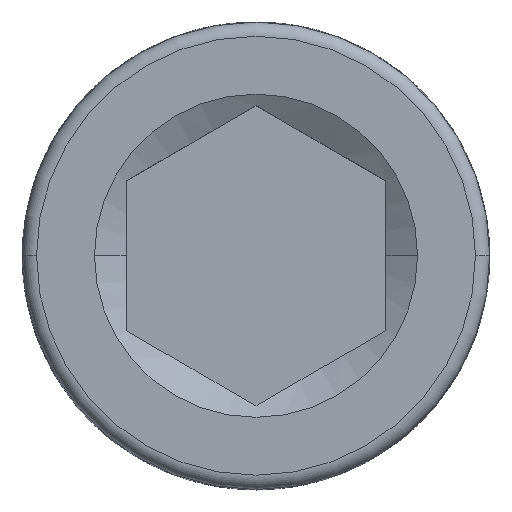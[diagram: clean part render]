
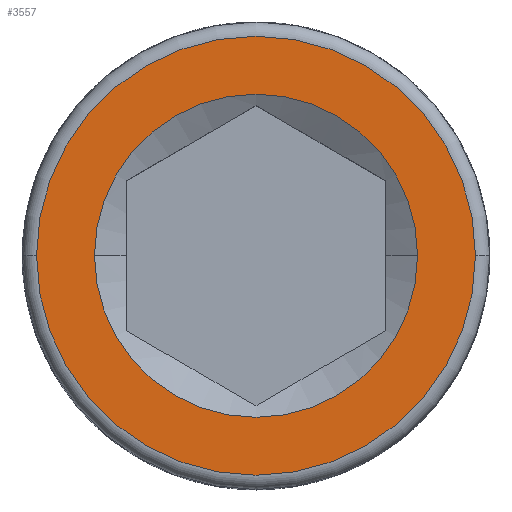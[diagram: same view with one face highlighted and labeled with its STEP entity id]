
A CAD part, top view. The second image highlights one B-rep face of the part: STEP entity #3557.
In plain terms, the highlighted planar face has unit normal (0, 0, 1).
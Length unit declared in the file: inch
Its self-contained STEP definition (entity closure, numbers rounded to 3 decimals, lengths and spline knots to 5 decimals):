
#484 = EDGE_LOOP ( 'NONE', ( #6055, #5185 ) ) ;
#566 = VERTEX_POINT ( 'NONE', #2262 ) ;
#625 = AXIS2_PLACEMENT_3D ( 'NONE', #7004, #10145, #7794 ) ;
#1396 = DIRECTION ( 'NONE',  ( 1., 0., 0. ) ) ;
#1993 = CIRCLE ( 'NONE', #4658, 0.06601 ) ;
#2135 = CARTESIAN_POINT ( 'NONE',  ( 0., 0., 0.13675 ) ) ;
#2262 = CARTESIAN_POINT ( 'NONE',  ( 0.06601, 0., 0.13675 ) ) ;
#2410 = CIRCLE ( 'NONE', #4698, 0.06601 ) ;
#2501 = PLANE ( 'NONE',  #6337 ) ;
#2565 = CARTESIAN_POINT ( 'NONE',  ( 0.04859, 0., 0.13675 ) ) ;
#3194 = DIRECTION ( 'NONE',  ( 1., 0., 0. ) ) ;
#3361 = DIRECTION ( 'NONE',  ( 0., 0., -1. ) ) ;
#3557 = ADVANCED_FACE ( 'NONE', ( #4793, #4552 ), #2501, .T. ) ;
#3677 = CIRCLE ( 'NONE', #625, 0.04859 ) ;
#3808 = EDGE_LOOP ( 'NONE', ( #9102, #5125 ) ) ;
#3923 = EDGE_CURVE ( 'NONE', #3975, #9117, #3677, .T. ) ;
#3975 = VERTEX_POINT ( 'NONE', #8656 ) ;
#4552 = FACE_OUTER_BOUND ( 'NONE', #484, .T. ) ;
#4634 = EDGE_CURVE ( 'NONE', #6725, #566, #2410, .T. ) ;
#4658 = AXIS2_PLACEMENT_3D ( 'NONE', #8060, #3361, #7338 ) ;
#4698 = AXIS2_PLACEMENT_3D ( 'NONE', #2135, #7555, #7588 ) ;
#4793 = FACE_BOUND ( 'NONE', #3808, .T. ) ;
#5125 = ORIENTED_EDGE ( 'NONE', *, *, #3923, .F. ) ;
#5185 = ORIENTED_EDGE ( 'NONE', *, *, #7012, .F. ) ;
#5327 = DIRECTION ( 'NONE',  ( 0., 0., 1. ) ) ;
#6055 = ORIENTED_EDGE ( 'NONE', *, *, #4634, .F. ) ;
#6236 = CARTESIAN_POINT ( 'NONE',  ( 0., 0., 0.13675 ) ) ;
#6337 = AXIS2_PLACEMENT_3D ( 'NONE', #8838, #8730, #3194 ) ;
#6725 = VERTEX_POINT ( 'NONE', #8306 ) ;
#7004 = CARTESIAN_POINT ( 'NONE',  ( 0., 0., 0.13675 ) ) ;
#7012 = EDGE_CURVE ( 'NONE', #566, #6725, #1993, .T. ) ;
#7338 = DIRECTION ( 'NONE',  ( -1., 0., 0. ) ) ;
#7555 = DIRECTION ( 'NONE',  ( 0., 0., -1. ) ) ;
#7588 = DIRECTION ( 'NONE',  ( -1., 0., 0. ) ) ;
#7794 = DIRECTION ( 'NONE',  ( 1., 0., 0. ) ) ;
#8060 = CARTESIAN_POINT ( 'NONE',  ( 0., 0., 0.13675 ) ) ;
#8306 = CARTESIAN_POINT ( 'NONE',  ( -0.06601, 0., 0.13675 ) ) ;
#8442 = EDGE_CURVE ( 'NONE', #9117, #3975, #9919, .T. ) ;
#8656 = CARTESIAN_POINT ( 'NONE',  ( -0.04859, 0., 0.13675 ) ) ;
#8694 = AXIS2_PLACEMENT_3D ( 'NONE', #6236, #5327, #1396 ) ;
#8730 = DIRECTION ( 'NONE',  ( 0., 0., 1. ) ) ;
#8838 = CARTESIAN_POINT ( 'NONE',  ( 0., 0.06601, 0.13675 ) ) ;
#9102 = ORIENTED_EDGE ( 'NONE', *, *, #8442, .F. ) ;
#9117 = VERTEX_POINT ( 'NONE', #2565 ) ;
#9919 = CIRCLE ( 'NONE', #8694, 0.04859 ) ;
#10145 = DIRECTION ( 'NONE',  ( 0., 0., 1. ) ) ;
